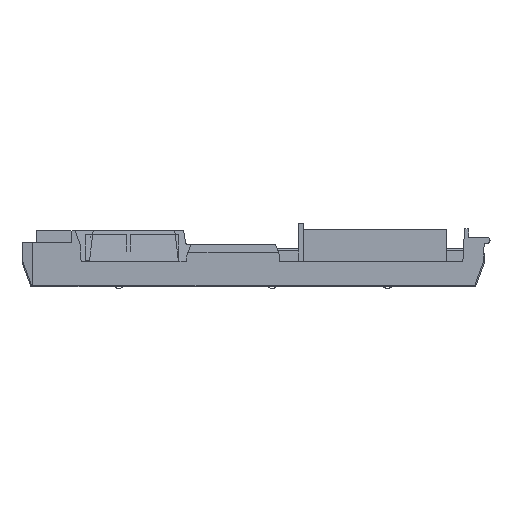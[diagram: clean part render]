
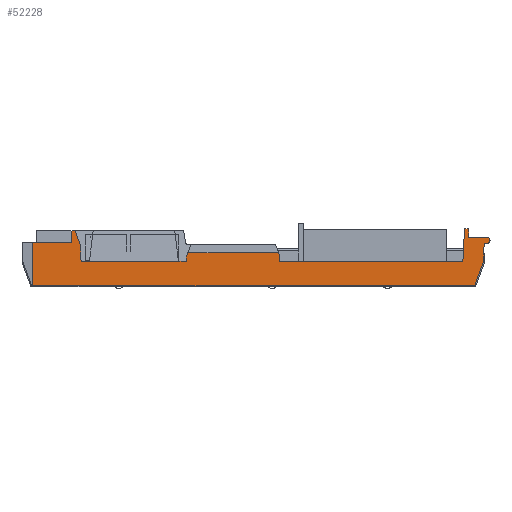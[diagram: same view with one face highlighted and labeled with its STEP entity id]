
A CAD part, left-side view. The second image highlights one B-rep face of the part: STEP entity #52228.
In plain terms, the highlighted planar face has unit normal (-1, 0, 0).
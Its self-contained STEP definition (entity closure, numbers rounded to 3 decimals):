
#46732=PLANE('',#156226);
#52228=ADVANCED_FACE('',(#58282),#46732,.F.);
#58282=FACE_OUTER_BOUND('',#64469,.T.);
#64469=EDGE_LOOP('',(#119902,#119903,#119904,#119905,#119906,#119907,#119908,
#119909,#119910,#119911,#119912,#119913,#119914,#119915,#119916,#119917,
#119918,#119919,#119920,#119921,#119922,#119923));
#67931=LINE('',#194823,#81621);
#68153=LINE('',#195263,#81843);
#77441=LINE('',#216510,#91131);
#77445=LINE('',#216519,#91135);
#77448=LINE('',#216524,#91138);
#77451=LINE('',#216530,#91141);
#77459=LINE('',#216545,#91149);
#77482=LINE('',#216581,#91172);
#77492=LINE('',#216604,#91182);
#77494=LINE('',#216609,#91184);
#77504=LINE('',#216627,#91194);
#77604=LINE('',#216882,#91294);
#77605=LINE('',#216884,#91295);
#77613=LINE('',#216897,#91303);
#77615=LINE('',#216901,#91305);
#77617=LINE('',#216905,#91307);
#77636=LINE('',#216937,#91326);
#77652=LINE('',#216973,#91342);
#77654=LINE('',#216977,#91344);
#77656=LINE('',#216981,#91346);
#77660=LINE('',#216986,#91350);
#81621=VECTOR('',#162352,1.);
#81843=VECTOR('',#162692,1.);
#91131=VECTOR('',#180684,1.);
#91135=VECTOR('',#180690,1.);
#91138=VECTOR('',#180695,1.);
#91141=VECTOR('',#180700,1.);
#91149=VECTOR('',#180710,1.);
#91172=VECTOR('',#180735,1.);
#91182=VECTOR('',#180761,1.);
#91184=VECTOR('',#180767,1.);
#91194=VECTOR('',#180789,1.);
#91294=VECTOR('',#181069,1.);
#91295=VECTOR('',#181072,1.);
#91303=VECTOR('',#181084,1.);
#91305=VECTOR('',#181088,1.);
#91307=VECTOR('',#181092,1.);
#91326=VECTOR('',#181123,1.);
#91342=VECTOR('',#181171,1.);
#91344=VECTOR('',#181175,1.);
#91346=VECTOR('',#181181,1.);
#91350=VECTOR('',#181187,1.);
#119902=ORIENTED_EDGE('',*,*,#137187,.F.);
#119903=ORIENTED_EDGE('',*,*,#147808,.F.);
#119904=ORIENTED_EDGE('',*,*,#147578,.F.);
#119905=ORIENTED_EDGE('',*,*,#147636,.F.);
#119906=ORIENTED_EDGE('',*,*,#147624,.F.);
#119907=ORIENTED_EDGE('',*,*,#147626,.F.);
#119908=ORIENTED_EDGE('',*,*,#147581,.F.);
#119909=ORIENTED_EDGE('',*,*,#147589,.T.);
#119910=ORIENTED_EDGE('',*,*,#147761,.F.);
#119911=ORIENTED_EDGE('',*,*,#147763,.F.);
#119912=ORIENTED_EDGE('',*,*,#147765,.T.);
#119913=ORIENTED_EDGE('',*,*,#147802,.F.);
#119914=ORIENTED_EDGE('',*,*,#147800,.F.);
#119915=ORIENTED_EDGE('',*,*,#147612,.F.);
#119916=ORIENTED_EDGE('',*,*,#147614,.F.);
#119917=ORIENTED_EDGE('',*,*,#147784,.F.);
#119918=ORIENTED_EDGE('',*,*,#147571,.F.);
#119919=ORIENTED_EDGE('',*,*,#147575,.F.);
#119920=ORIENTED_EDGE('',*,*,#147753,.F.);
#119921=ORIENTED_EDGE('',*,*,#137409,.F.);
#119922=ORIENTED_EDGE('',*,*,#147752,.F.);
#119923=ORIENTED_EDGE('',*,*,#147804,.F.);
#125819=VERTEX_POINT('',#194822);
#125820=VERTEX_POINT('',#194824);
#125979=VERTEX_POINT('',#195264);
#125980=VERTEX_POINT('',#195265);
#132769=VERTEX_POINT('',#216509);
#132770=VERTEX_POINT('',#216511);
#132773=VERTEX_POINT('',#216518);
#132774=VERTEX_POINT('',#216523);
#132775=VERTEX_POINT('',#216525);
#132776=VERTEX_POINT('',#216529);
#132777=VERTEX_POINT('',#216531);
#132782=VERTEX_POINT('',#216544);
#132785=VERTEX_POINT('',#216553);
#132794=VERTEX_POINT('',#216580);
#132796=VERTEX_POINT('',#216585);
#132799=VERTEX_POINT('',#216603);
#132800=VERTEX_POINT('',#216605);
#132819=VERTEX_POINT('',#216881);
#132822=VERTEX_POINT('',#216896);
#132823=VERTEX_POINT('',#216900);
#132824=VERTEX_POINT('',#216904);
#132836=VERTEX_POINT('',#216974);
#137187=EDGE_CURVE('',#125819,#125820,#67931,.T.);
#137409=EDGE_CURVE('',#125979,#125980,#68153,.T.);
#147571=EDGE_CURVE('',#132769,#132770,#77441,.T.);
#147575=EDGE_CURVE('',#132773,#132769,#77445,.T.);
#147578=EDGE_CURVE('',#132774,#132775,#77448,.T.);
#147581=EDGE_CURVE('',#132776,#132777,#77451,.T.);
#147589=EDGE_CURVE('',#132776,#132782,#77459,.T.);
#147612=EDGE_CURVE('',#132794,#132785,#77482,.T.);
#147614=EDGE_CURVE('',#132796,#132794,#150271,.T.);
#147624=EDGE_CURVE('',#132799,#132800,#77492,.T.);
#147626=EDGE_CURVE('',#132777,#132799,#77494,.T.);
#147636=EDGE_CURVE('',#132800,#132774,#77504,.T.);
#147752=EDGE_CURVE('',#132819,#125979,#77604,.T.);
#147753=EDGE_CURVE('',#125980,#132773,#77605,.T.);
#147761=EDGE_CURVE('',#132822,#132782,#77613,.T.);
#147763=EDGE_CURVE('',#132823,#132822,#77615,.T.);
#147765=EDGE_CURVE('',#132823,#132824,#77617,.T.);
#147784=EDGE_CURVE('',#132770,#132796,#77636,.T.);
#147800=EDGE_CURVE('',#132785,#132836,#77652,.T.);
#147802=EDGE_CURVE('',#132836,#132824,#77654,.T.);
#147804=EDGE_CURVE('',#125820,#132819,#77656,.T.);
#147808=EDGE_CURVE('',#132775,#125819,#77660,.T.);
#150271=CIRCLE('',#156088,0.675);
#156088=AXIS2_PLACEMENT_3D('',#216586,#180739,#180740);
#156226=AXIS2_PLACEMENT_3D('',#216989,#181192,#181193);
#162352=DIRECTION('',(0.,-1.,0.));
#162692=DIRECTION('',(0.,-1.,0.));
#180684=DIRECTION('',(0.,-0.017,-1.));
#180690=DIRECTION('',(0.,-1.,0.));
#180695=DIRECTION('',(0.,-0.052,0.999));
#180700=DIRECTION('',(0.,-1.,0.));
#180710=DIRECTION('',(0.,0.017,-1.));
#180735=DIRECTION('',(0.,1.,0.));
#180739=DIRECTION('',(1.,0.,0.));
#180740=DIRECTION('',(0.,1.,0.));
#180761=DIRECTION('',(0.,-0.052,-0.999));
#180767=DIRECTION('',(0.,-0.342,-0.94));
#180789=DIRECTION('',(0.,-1.,0.));
#181069=DIRECTION('',(0.,-0.017,-1.));
#181072=DIRECTION('',(0.,-0.052,0.999));
#181084=DIRECTION('',(0.,-1.,0.));
#181088=DIRECTION('',(0.,0.,1.));
#181092=DIRECTION('',(0.,-1.,0.));
#181123=DIRECTION('',(0.,-1.,0.));
#181171=DIRECTION('',(0.,0.052,-0.999));
#181175=DIRECTION('',(0.,0.342,-0.94));
#181181=DIRECTION('',(0.,-0.342,-0.94));
#181187=DIRECTION('',(0.,-0.342,0.94));
#181192=DIRECTION('',(1.,0.,0.));
#181193=DIRECTION('',(0.,1.,0.));
#194822=CARTESIAN_POINT('',(35.014,62.012,6.95));
#194823=CARTESIAN_POINT('',(35.014,0.,6.95));
#194824=CARTESIAN_POINT('',(35.014,42.962,6.95));
#195263=CARTESIAN_POINT('',(35.014,94.595,5.15));
#195264=CARTESIAN_POINT('',(35.014,42.774,5.15));
#195265=CARTESIAN_POINT('',(35.014,4.271,5.15));
#216509=CARTESIAN_POINT('',(35.014,3.08,11.95));
#216510=CARTESIAN_POINT('',(35.014,3.08,11.95));
#216511=CARTESIAN_POINT('',(35.014,3.05,10.2));
#216518=CARTESIAN_POINT('',(35.014,3.915,11.95));
#216519=CARTESIAN_POINT('',(35.014,3.915,11.95));
#216523=CARTESIAN_POINT('',(35.014,62.387,5.15));
#216524=CARTESIAN_POINT('',(35.014,62.387,5.15));
#216525=CARTESIAN_POINT('',(35.014,62.34,6.05));
#216529=CARTESIAN_POINT('',(35.014,86.33,11.6));
#216530=CARTESIAN_POINT('',(35.014,86.33,11.6));
#216531=CARTESIAN_POINT('',(35.014,85.7,11.6));
#216544=CARTESIAN_POINT('',(35.014,86.373,9.151));
#216545=CARTESIAN_POINT('',(35.014,86.373,9.15));
#216553=CARTESIAN_POINT('',(35.014,-0.202,8.85));
#216580=CARTESIAN_POINT('',(35.014,-0.748,8.85));
#216581=CARTESIAN_POINT('',(35.014,-0.748,8.85));
#216585=CARTESIAN_POINT('',(35.014,-0.748,10.2));
#216586=CARTESIAN_POINT('',(35.014,-0.748,9.525));
#216603=CARTESIAN_POINT('',(35.014,84.608,8.6));
#216604=CARTESIAN_POINT('',(35.014,84.608,8.6));
#216605=CARTESIAN_POINT('',(35.014,84.427,5.15));
#216609=CARTESIAN_POINT('',(35.014,85.7,11.6));
#216627=CARTESIAN_POINT('',(35.014,84.427,5.15));
#216881=CARTESIAN_POINT('',(35.014,42.798,6.5));
#216882=CARTESIAN_POINT('',(35.014,42.798,6.5));
#216884=CARTESIAN_POINT('',(35.014,4.292,4.75));
#216896=CARTESIAN_POINT('',(35.014,94.595,9.151));
#216897=CARTESIAN_POINT('',(35.014,94.595,9.151));
#216900=CARTESIAN_POINT('',(35.014,94.595,0.));
#216901=CARTESIAN_POINT('',(35.014,94.595,0.));
#216904=CARTESIAN_POINT('',(35.014,1.804,0.));
#216905=CARTESIAN_POINT('',(35.014,94.595,0.));
#216937=CARTESIAN_POINT('',(35.014,3.05,10.2));
#216973=CARTESIAN_POINT('',(35.014,-0.202,8.85));
#216974=CARTESIAN_POINT('',(35.014,0.002,4.95));
#216977=CARTESIAN_POINT('',(35.014,0.002,4.95));
#216981=CARTESIAN_POINT('',(35.014,43.617,8.75));
#216986=CARTESIAN_POINT('',(35.014,62.34,6.05));
#216989=CARTESIAN_POINT('',(35.014,0.,0.));
